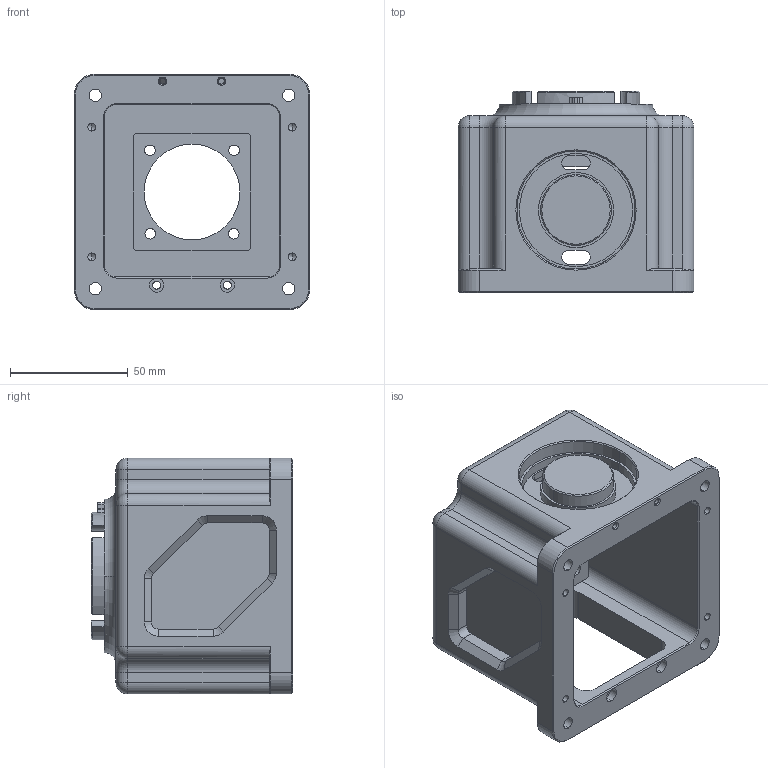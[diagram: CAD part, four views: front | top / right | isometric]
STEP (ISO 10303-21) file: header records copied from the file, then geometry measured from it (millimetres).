
FILE_DESCRIPTION (( 'STEP AP203' ), '1' );
FILE_NAME ('Dummy-0004.STEP_默认_sldprt.STEP', '2025-11-13T14:25:28', ( '' ), ( '' ), 'SwSTEP 2.0', 'SolidWorks 2020', '' );
FILE_SCHEMA (( 'CONFIG_CONTROL_DESIGN' ));
Length unit declared in the file: millimetre
Products named in the file (1): Dummy-0004.STEP_默认_sldprt
Bounding box: 100 x 85.5 x 100 mm (x, y, z)
Volume: 257016 mm3; surface area: 76884.2 mm2
Topology: 1 solids, 1 shells, 335 faces, 851 edges, 515 vertices
Faces by surface type: cylinder 144, plane 114, cone 58, sphere 8, torus 6, bspline 5
Entity records: 10918 total; most frequent: CARTESIAN_POINT 2604, DIRECTION 1817, ORIENTED_EDGE 1670, EDGE_CURVE 835, AXIS2_PLACEMENT_3D 694, VERTEX_POINT 515, LINE 429, VECTOR 429
